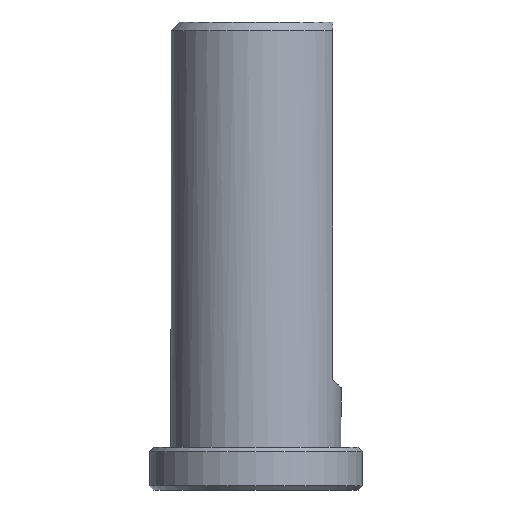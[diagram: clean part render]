
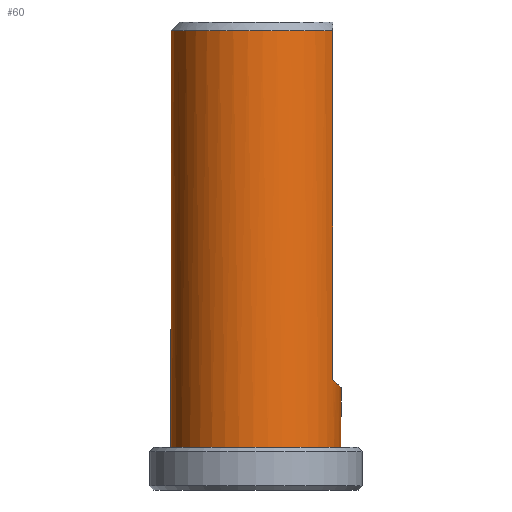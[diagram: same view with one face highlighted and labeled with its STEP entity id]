
A CAD part, left-side view. The second image highlights one B-rep face of the part: STEP entity #60.
In plain terms, the highlighted cylindrical face has radius 10 mm (diameter 20 mm), a full revolution.
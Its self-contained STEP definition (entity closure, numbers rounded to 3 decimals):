
#40=LINE('',#321,#43);
#41=LINE('',#325,#44);
#43=VECTOR('',#269,1.);
#44=VECTOR('',#272,1.);
#46=ELLIPSE('',#225,14.142,10.);
#48=CYLINDRICAL_SURFACE('',#227,10.);
#60=ADVANCED_FACE('',(#81,#82),#48,.T.);
#81=FACE_BOUND('',#99,.T.);
#82=FACE_BOUND('',#100,.T.);
#99=EDGE_LOOP('',(#120,#121,#122,#123));
#100=EDGE_LOOP('',(#124));
#120=ORIENTED_EDGE('',*,*,#161,.T.);
#121=ORIENTED_EDGE('',*,*,#162,.T.);
#122=ORIENTED_EDGE('',*,*,#163,.T.);
#123=ORIENTED_EDGE('',*,*,#164,.T.);
#124=ORIENTED_EDGE('',*,*,#160,.T.);
#147=VERTEX_POINT('',#316);
#148=VERTEX_POINT('',#319);
#149=VERTEX_POINT('',#320);
#150=VERTEX_POINT('',#322);
#151=VERTEX_POINT('',#324);
#160=EDGE_CURVE('',#147,#147,#176,.T.);
#161=EDGE_CURVE('',#148,#149,#46,.T.);
#162=EDGE_CURVE('',#149,#150,#40,.T.);
#163=EDGE_CURVE('',#150,#151,#177,.T.);
#164=EDGE_CURVE('',#151,#148,#41,.T.);
#176=CIRCLE('',#223,10.);
#177=CIRCLE('',#226,10.);
#223=AXIS2_PLACEMENT_3D('',#315,#263,#264);
#225=AXIS2_PLACEMENT_3D('',#318,#267,#268);
#226=AXIS2_PLACEMENT_3D('',#323,#270,#271);
#227=AXIS2_PLACEMENT_3D('',#326,#273,#274);
#263=DIRECTION('',(0.,0.,1.));
#264=DIRECTION('',(0.,1.,0.));
#267=DIRECTION('',(0.,0.707,-0.707));
#268=DIRECTION('',(0.,0.707,0.707));
#269=DIRECTION('',(0.,0.,1.));
#270=DIRECTION('',(0.,0.,-1.));
#271=DIRECTION('',(0.,-1.,0.));
#272=DIRECTION('',(0.,0.,-1.));
#273=DIRECTION('',(0.,0.,1.));
#274=DIRECTION('',(0.,-1.,0.));
#315=CARTESIAN_POINT('',(0.,0.,0.));
#316=CARTESIAN_POINT('',(0.,10.,0.));
#318=CARTESIAN_POINT('',(0.,0.,17.));
#319=CARTESIAN_POINT('',(4.359,-9.,8.));
#320=CARTESIAN_POINT('',(-4.359,-9.,8.));
#321=CARTESIAN_POINT('',(-4.359,-9.,50.));
#322=CARTESIAN_POINT('',(-4.359,-9.,49.));
#323=CARTESIAN_POINT('',(0.,0.,49.));
#324=CARTESIAN_POINT('',(4.359,-9.,49.));
#325=CARTESIAN_POINT('',(4.359,-9.,50.));
#326=CARTESIAN_POINT('',(0.,0.,50.));
